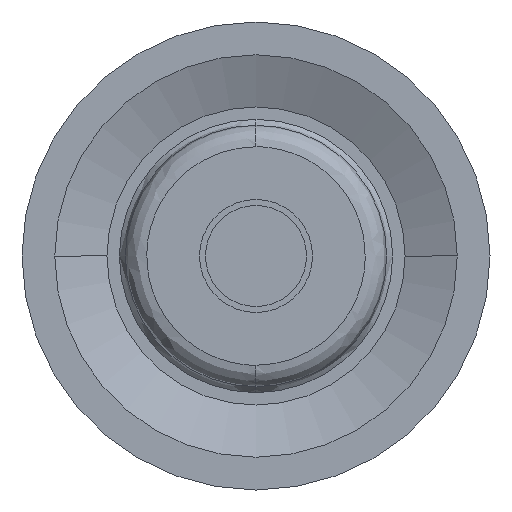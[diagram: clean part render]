
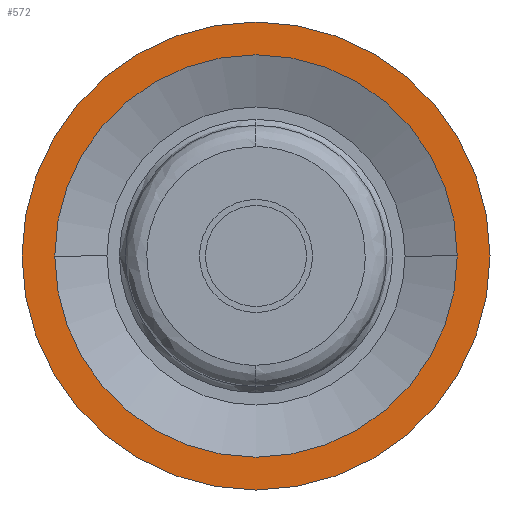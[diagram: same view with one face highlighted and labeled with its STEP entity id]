
A CAD part, left-side view. The second image highlights one B-rep face of the part: STEP entity #572.
In plain terms, the highlighted planar face has unit normal (-1, 0, 0).
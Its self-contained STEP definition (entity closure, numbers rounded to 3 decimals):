
#19 = DIRECTION ( 'NONE',  ( 1., 0., 0. ) ) ;
#59 = FACE_OUTER_BOUND ( 'NONE', #146, .T. ) ;
#111 = DIRECTION ( 'NONE',  ( 0., 1., 0. ) ) ;
#120 = AXIS2_PLACEMENT_3D ( 'NONE', #2300, #1207, #111 ) ;
#146 = EDGE_LOOP ( 'NONE', ( #499, #913 ) ) ;
#168 = VERTEX_POINT ( 'NONE', #1137 ) ;
#197 = AXIS2_PLACEMENT_3D ( 'NONE', #1118, #19, #1285 ) ;
#334 = CARTESIAN_POINT ( 'NONE',  ( -21.082, 0., 0. ) ) ;
#442 = DIRECTION ( 'NONE',  ( 0., 1., 0. ) ) ;
#499 = ORIENTED_EDGE ( 'NONE', *, *, #949, .F. ) ;
#531 = DIRECTION ( 'NONE',  ( 0., 1., 0. ) ) ;
#572 = ADVANCED_FACE ( 'NONE', ( #1650, #59 ), #1336, .F. ) ;
#657 = DIRECTION ( 'NONE',  ( 1., 0., 0. ) ) ;
#825 = CARTESIAN_POINT ( 'NONE',  ( -21.082, 5.524, 0. ) ) ;
#913 = ORIENTED_EDGE ( 'NONE', *, *, #1305, .F. ) ;
#922 = CIRCLE ( 'NONE', #120, 5.524 ) ;
#949 = EDGE_CURVE ( 'NONE', #2118, #2008, #1015, .T. ) ;
#987 = AXIS2_PLACEMENT_3D ( 'NONE', #1730, #657, #1927 ) ;
#1015 = CIRCLE ( 'NONE', #987, 5.524 ) ;
#1107 = EDGE_CURVE ( 'NONE', #168, #2214, #2355, .T. ) ;
#1118 = CARTESIAN_POINT ( 'NONE',  ( -21.082, 0., 0. ) ) ;
#1137 = CARTESIAN_POINT ( 'NONE',  ( -21.082, -4.75, 0. ) ) ;
#1207 = DIRECTION ( 'NONE',  ( 1., 0., 0. ) ) ;
#1285 = DIRECTION ( 'NONE',  ( 0., 1., 0. ) ) ;
#1305 = EDGE_CURVE ( 'NONE', #2008, #2118, #922, .T. ) ;
#1336 = PLANE ( 'NONE',  #2011 ) ;
#1522 = CARTESIAN_POINT ( 'NONE',  ( -21.082, -4.502, -1.515 ) ) ;
#1600 = DIRECTION ( 'NONE',  ( 1., 0., 0. ) ) ;
#1609 = CARTESIAN_POINT ( 'NONE',  ( -21.082, -5.524, 0. ) ) ;
#1623 = AXIS2_PLACEMENT_3D ( 'NONE', #334, #1600, #531 ) ;
#1650 = FACE_BOUND ( 'NONE', #1877, .T. ) ;
#1663 = ORIENTED_EDGE ( 'NONE', *, *, #1107, .T. ) ;
#1730 = CARTESIAN_POINT ( 'NONE',  ( -21.082, 0., 0. ) ) ;
#1877 = EDGE_LOOP ( 'NONE', ( #2282, #1663 ) ) ;
#1927 = DIRECTION ( 'NONE',  ( 0., 1., 0. ) ) ;
#1941 = EDGE_CURVE ( 'NONE', #2214, #168, #2342, .T. ) ;
#2008 = VERTEX_POINT ( 'NONE', #1609 ) ;
#2011 = AXIS2_PLACEMENT_3D ( 'NONE', #1522, #2254, #442 ) ;
#2118 = VERTEX_POINT ( 'NONE', #825 ) ;
#2214 = VERTEX_POINT ( 'NONE', #2320 ) ;
#2254 = DIRECTION ( 'NONE',  ( 1., 0., 0. ) ) ;
#2282 = ORIENTED_EDGE ( 'NONE', *, *, #1941, .T. ) ;
#2300 = CARTESIAN_POINT ( 'NONE',  ( -21.082, 0., 0. ) ) ;
#2320 = CARTESIAN_POINT ( 'NONE',  ( -21.082, 4.75, 0. ) ) ;
#2342 = CIRCLE ( 'NONE', #1623, 4.75 ) ;
#2355 = CIRCLE ( 'NONE', #197, 4.75 ) ;
